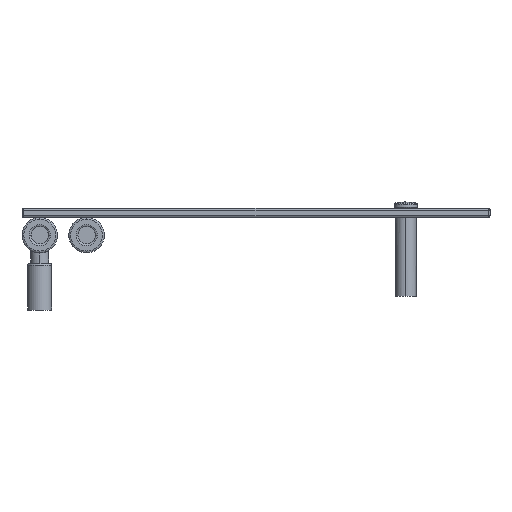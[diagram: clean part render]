
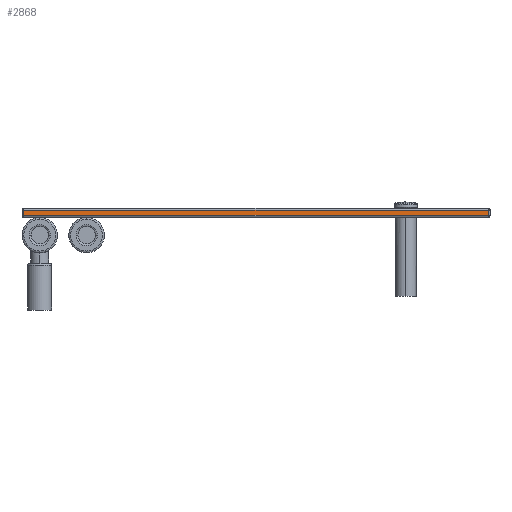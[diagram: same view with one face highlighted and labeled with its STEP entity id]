
A CAD part, front view. The second image highlights one B-rep face of the part: STEP entity #2868.
In plain terms, the highlighted planar face has unit normal (0, -1, 0).
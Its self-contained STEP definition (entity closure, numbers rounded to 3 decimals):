
#2353=DIRECTION('',(0.,0.,1.));
#2354=VECTOR('',#2353,5.5);
#2355=CARTESIAN_POINT('',(-17.,6.5,21.25));
#2356=LINE('',#2355,#2354);
#2360=DIRECTION('',(1.,0.,0.));
#2361=VECTOR('',#2360,496.);
#2362=CARTESIAN_POINT('',(-17.,6.5,26.75));
#2363=LINE('',#2362,#2361);
#2367=DIRECTION('',(0.,0.,-1.));
#2368=VECTOR('',#2367,5.5);
#2369=CARTESIAN_POINT('',(479.,6.5,26.75));
#2370=LINE('',#2369,#2368);
#2502=DIRECTION('',(1.,0.,0.));
#2503=VECTOR('',#2502,496.);
#2504=CARTESIAN_POINT('',(-17.,6.5,21.25));
#2505=LINE('',#2504,#2503);
#2695=CARTESIAN_POINT('',(-17.,6.5,21.25));
#2696=VERTEX_POINT('',#2695);
#2699=CARTESIAN_POINT('',(-17.,6.5,26.75));
#2700=VERTEX_POINT('',#2699);
#2735=CARTESIAN_POINT('',(479.,6.5,26.75));
#2736=VERTEX_POINT('',#2735);
#2739=CARTESIAN_POINT('',(479.,6.5,21.25));
#2740=VERTEX_POINT('',#2739);
#2854=CARTESIAN_POINT('',(-19.,6.5,26.75));
#2855=DIRECTION('',(0.,-1.,0.));
#2856=DIRECTION('',(0.,0.,-1.));
#2857=AXIS2_PLACEMENT_3D('',#2854,#2855,#2856);
#2858=PLANE('',#2857);
#2859=ORIENTED_EDGE('',*,*,#2848,.T.);
#2861=ORIENTED_EDGE('',*,*,#2860,.T.);
#2863=ORIENTED_EDGE('',*,*,#2862,.T.);
#2865=ORIENTED_EDGE('',*,*,#2864,.F.);
#2866=EDGE_LOOP('',(#2859,#2861,#2863,#2865));
#2867=FACE_OUTER_BOUND('',#2866,.F.);
#2848=EDGE_CURVE('',#2696,#2700,#2356,.T.);
#2860=EDGE_CURVE('',#2700,#2736,#2363,.T.);
#2862=EDGE_CURVE('',#2736,#2740,#2370,.T.);
#2864=EDGE_CURVE('',#2696,#2740,#2505,.T.);
#2868=ADVANCED_FACE('',(#2867),#2858,.T.);
